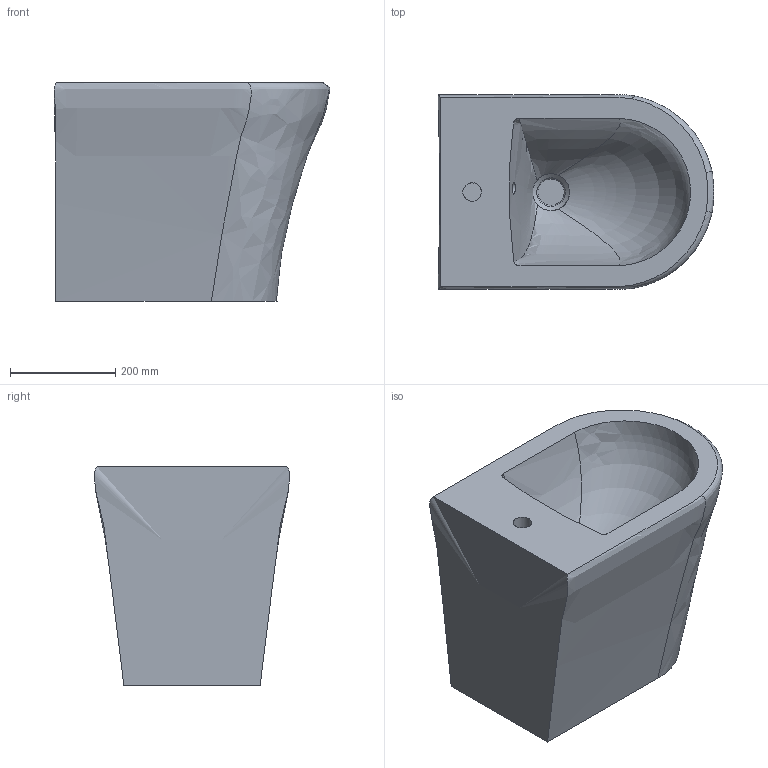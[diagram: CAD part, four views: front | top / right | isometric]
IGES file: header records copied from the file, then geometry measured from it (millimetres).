
Global section: file name: NPD3-BTW-Bidet - N04605X_1; native system: AutoCAD 2016 - English; preprocessor: Autodesk Translation Framework DWG producer (atf_dwg_producer); organization: unknown; date: 20170502.152851; units: millimetre
Bounding box: 523.99 x 370.67 x 415 mm (x, y, z)
Volume: 46452041.5 mm3; surface area: 1013701.7 mm2
Topology: 1 solids, 1 shells, 21 faces, 56 edges, 40 vertices
Faces by surface type: bspline 21
